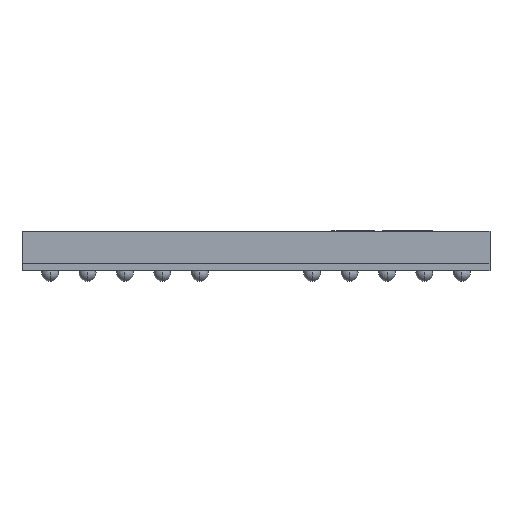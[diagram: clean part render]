
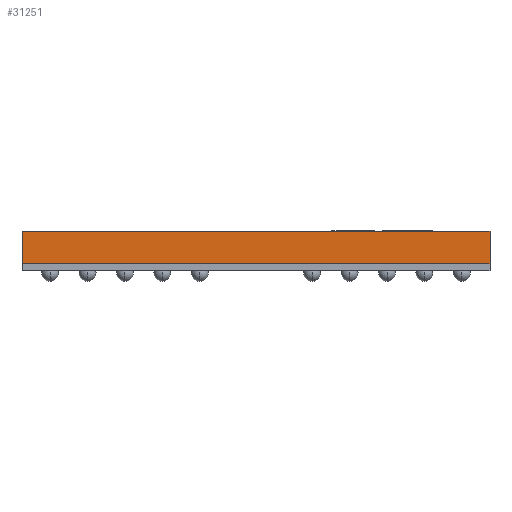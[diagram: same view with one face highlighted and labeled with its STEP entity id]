
A CAD part, front view. The second image highlights one B-rep face of the part: STEP entity #31251.
In plain terms, the highlighted planar face has unit normal (0, -1, 0).
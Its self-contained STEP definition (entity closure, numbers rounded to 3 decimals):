
#880 = CARTESIAN_POINT ( 'NONE',  ( -5., -7.25, 0.7 ) ) ;
#1509 = VECTOR ( 'NONE', #8395, 1000. ) ;
#2113 = EDGE_CURVE ( 'NONE', #16269, #30534, #19798, .T. ) ;
#2372 = DIRECTION ( 'NONE',  ( 0., 1., 0. ) ) ;
#2539 = LINE ( 'NONE', #10522, #30852 ) ;
#3692 = VERTEX_POINT ( 'NONE', #10281 ) ;
#3789 = DIRECTION ( 'NONE',  ( 1., 0., 0. ) ) ;
#5421 = VERTEX_POINT ( 'NONE', #6192 ) ;
#6192 = CARTESIAN_POINT ( 'NONE',  ( 5., -7.25, 0.7 ) ) ;
#7115 = PLANE ( 'NONE',  #20756 ) ;
#7958 = EDGE_LOOP ( 'NONE', ( #27020, #15920, #23729, #11144 ) ) ;
#8395 = DIRECTION ( 'NONE',  ( 1., 0., 0. ) ) ;
#10281 = CARTESIAN_POINT ( 'NONE',  ( -5., -7.25, 0.7 ) ) ;
#10522 = CARTESIAN_POINT ( 'NONE',  ( 5., -7.25, 0.7 ) ) ;
#10811 = CARTESIAN_POINT ( 'NONE',  ( 5., -7.25, 0. ) ) ;
#10824 = VECTOR ( 'NONE', #3789, 1000. ) ;
#11144 = ORIENTED_EDGE ( 'NONE', *, *, #26580, .T. ) ;
#12163 = EDGE_CURVE ( 'NONE', #5421, #30534, #2539, .T. ) ;
#12306 = DIRECTION ( 'NONE',  ( 0., 0., 1. ) ) ;
#15920 = ORIENTED_EDGE ( 'NONE', *, *, #12163, .F. ) ;
#16269 = VERTEX_POINT ( 'NONE', #19176 ) ;
#17888 = VECTOR ( 'NONE', #22754, 1000. ) ;
#17912 = DIRECTION ( 'NONE',  ( 0., 0., -1. ) ) ;
#19176 = CARTESIAN_POINT ( 'NONE',  ( -5., -7.25, 0. ) ) ;
#19798 = LINE ( 'NONE', #21205, #10824 ) ;
#20756 = AXIS2_PLACEMENT_3D ( 'NONE', #24756, #2372, #12306 ) ;
#21205 = CARTESIAN_POINT ( 'NONE',  ( -5., -7.25, 0. ) ) ;
#22754 = DIRECTION ( 'NONE',  ( 0., 0., -1. ) ) ;
#22755 = FACE_OUTER_BOUND ( 'NONE', #7958, .T. ) ;
#23259 = LINE ( 'NONE', #880, #1509 ) ;
#23729 = ORIENTED_EDGE ( 'NONE', *, *, #28647, .F. ) ;
#24756 = CARTESIAN_POINT ( 'NONE',  ( -5., -7.25, 0.7 ) ) ;
#26580 = EDGE_CURVE ( 'NONE', #3692, #16269, #27814, .T. ) ;
#27020 = ORIENTED_EDGE ( 'NONE', *, *, #2113, .T. ) ;
#27814 = LINE ( 'NONE', #28103, #17888 ) ;
#28103 = CARTESIAN_POINT ( 'NONE',  ( -5., -7.25, 0.7 ) ) ;
#28647 = EDGE_CURVE ( 'NONE', #3692, #5421, #23259, .T. ) ;
#30534 = VERTEX_POINT ( 'NONE', #10811 ) ;
#30852 = VECTOR ( 'NONE', #17912, 1000. ) ;
#31251 = ADVANCED_FACE ( 'NONE', ( #22755 ), #7115, .F. ) ;
